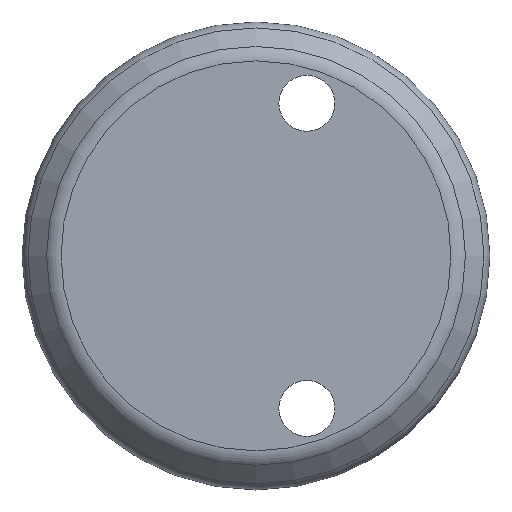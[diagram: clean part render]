
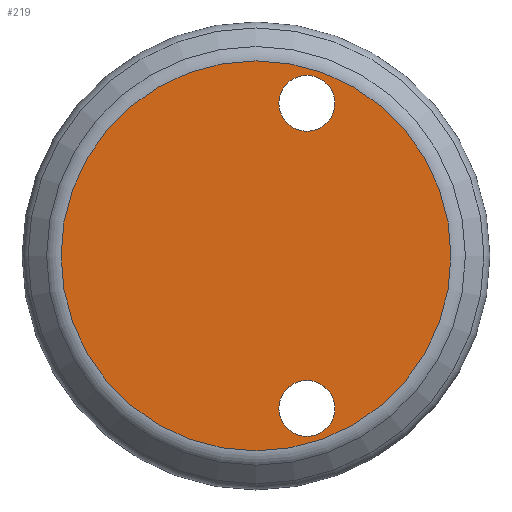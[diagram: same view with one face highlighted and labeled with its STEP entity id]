
A CAD part, top view. The second image highlights one B-rep face of the part: STEP entity #219.
In plain terms, the highlighted planar face has unit normal (0, 0, 1).
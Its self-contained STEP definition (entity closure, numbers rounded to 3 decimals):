
#79=PLANE('',#313);
#91=ORIENTED_EDGE('',*,*,#119,.T.);
#92=ORIENTED_EDGE('',*,*,#120,.F.);
#93=ORIENTED_EDGE('',*,*,#121,.F.);
#119=EDGE_CURVE('',#135,#135,#279,.T.);
#120=EDGE_CURVE('',#136,#136,#280,.T.);
#121=EDGE_CURVE('',#137,#137,#281,.T.);
#135=VERTEX_POINT('',#480);
#136=VERTEX_POINT('',#482);
#137=VERTEX_POINT('',#484);
#155=EDGE_LOOP('',(#91));
#156=EDGE_LOOP('',(#92));
#157=EDGE_LOOP('',(#93));
#187=FACE_BOUND('',#155,.T.);
#188=FACE_BOUND('',#156,.T.);
#189=FACE_BOUND('',#157,.T.);
#219=ADVANCED_FACE('',(#187,#188,#189),#79,.T.);
#279=CIRCLE('',#314,38.343);
#280=CIRCLE('',#315,5.5);
#281=CIRCLE('',#316,5.5);
#313=AXIS2_PLACEMENT_3D('',#478,#383,#384);
#314=AXIS2_PLACEMENT_3D('',#479,#385,#386);
#315=AXIS2_PLACEMENT_3D('',#481,#387,#388);
#316=AXIS2_PLACEMENT_3D('',#483,#389,#390);
#383=DIRECTION('',(0.,0.,1.));
#384=DIRECTION('',(1.,0.,0.));
#385=DIRECTION('',(0.,0.,1.));
#386=DIRECTION('',(1.,0.,0.));
#387=DIRECTION('',(0.,0.,1.));
#388=DIRECTION('',(1.,0.,0.));
#389=DIRECTION('',(0.,0.,1.));
#390=DIRECTION('',(1.,0.,0.));
#478=CARTESIAN_POINT('',(0.,0.,24.5));
#479=CARTESIAN_POINT('',(0.,0.,24.5));
#480=CARTESIAN_POINT('',(38.343,0.,24.5));
#481=CARTESIAN_POINT('',(10.,-30.,24.5));
#482=CARTESIAN_POINT('',(15.5,-30.,24.5));
#483=CARTESIAN_POINT('',(10.,30.,24.5));
#484=CARTESIAN_POINT('',(15.5,30.,24.5));
